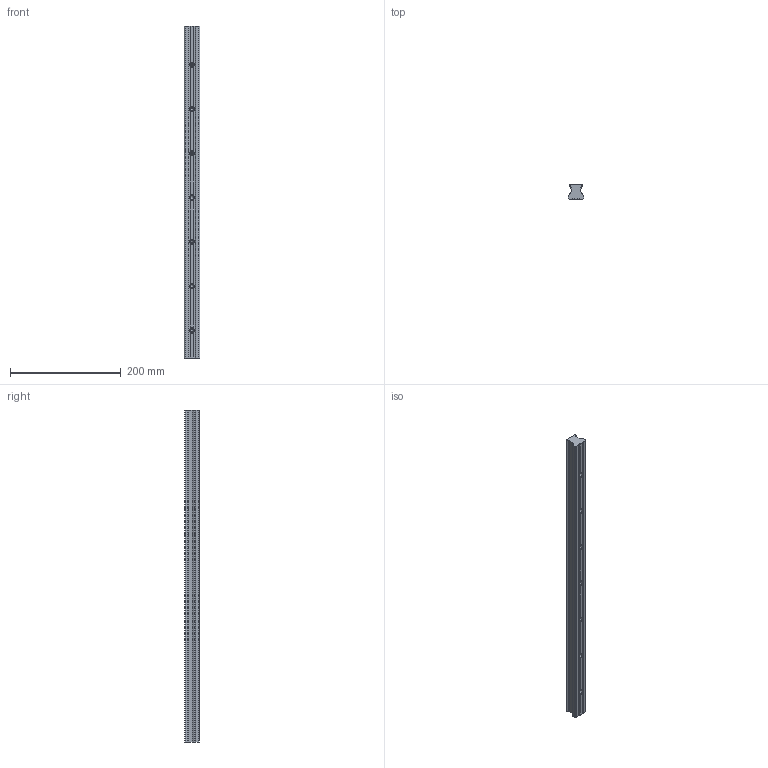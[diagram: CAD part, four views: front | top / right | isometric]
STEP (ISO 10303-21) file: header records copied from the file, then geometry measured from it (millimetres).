
FILE_DESCRIPTION (( 'STEP AP203' ), '1' );
FILE_NAME ('ARU30-rail.STEP', '2013-06-05T09:46:22', ( 'CPC-1' ), ( '' ), 'SwSTEP 2.0', 'SolidWorks 2010', '' );
FILE_SCHEMA (( 'CONFIG_CONTROL_DESIGN' ));
Length unit declared in the file: millimetre
Products named in the file (1): ARU30-rail
Bounding box: 28 x 27 x 600 mm (x, y, z)
Volume: 350462.9 mm3; surface area: 71610.8 mm2
Topology: 1 solids, 1 shells, 178 faces, 500 edges, 317 vertices
Faces by surface type: cylinder 92, plane 58, cone 28
Entity records: 5925 total; most frequent: CARTESIAN_POINT 1346, ORIENTED_EDGE 972, DIRECTION 930, EDGE_CURVE 486, AXIS2_PLACEMENT_3D 349, VERTEX_POINT 317, LINE 232, VECTOR 232
